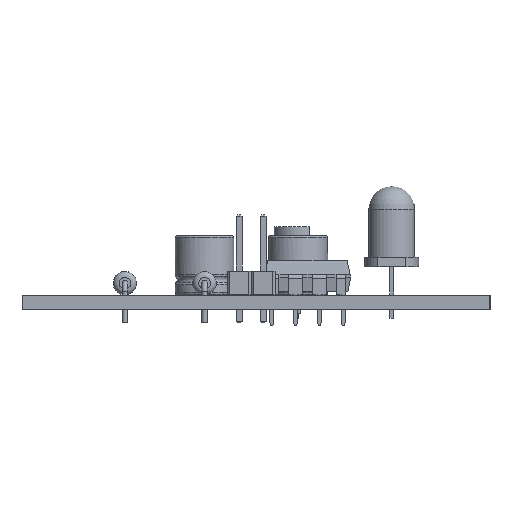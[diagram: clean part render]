
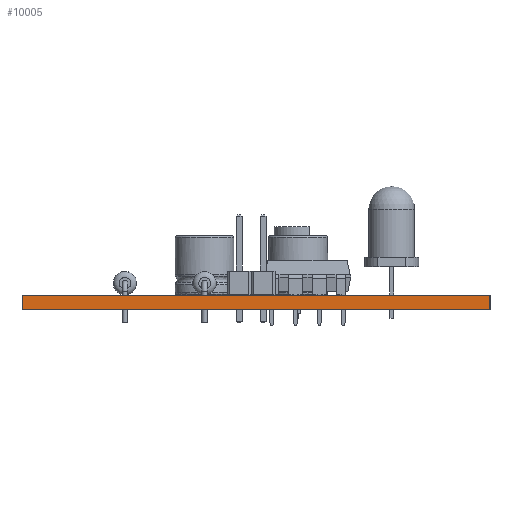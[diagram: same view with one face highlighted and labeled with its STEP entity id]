
A CAD part, left-side view. The second image highlights one B-rep face of the part: STEP entity #10005.
In plain terms, the highlighted planar face has unit normal (-1, 0, 0).
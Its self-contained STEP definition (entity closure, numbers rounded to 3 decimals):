
#9949 = VERTEX_POINT('',#9950);
#9950 = CARTESIAN_POINT('',(112.5,-113.,1.51));
#9956 = EDGE_CURVE('',#9957,#9949,#9959,.T.);
#9957 = VERTEX_POINT('',#9958);
#9958 = CARTESIAN_POINT('',(112.5,-113.,0.));
#9959 = LINE('',#9960,#9961);
#9960 = CARTESIAN_POINT('',(112.5,-113.,0.));
#9961 = VECTOR('',#9962,1.);
#9962 = DIRECTION('',(0.,0.,1.));
#10005 = ADVANCED_FACE('',(#10006),#10031,.T.);
#10006 = FACE_BOUND('',#10007,.T.);
#10007 = EDGE_LOOP('',(#10008,#10009,#10017,#10025));
#10008 = ORIENTED_EDGE('',*,*,#9956,.T.);
#10009 = ORIENTED_EDGE('',*,*,#10010,.T.);
#10010 = EDGE_CURVE('',#9949,#10011,#10013,.T.);
#10011 = VERTEX_POINT('',#10012);
#10012 = CARTESIAN_POINT('',(112.5,-63.,1.51));
#10013 = LINE('',#10014,#10015);
#10014 = CARTESIAN_POINT('',(112.5,-113.,1.51));
#10015 = VECTOR('',#10016,1.);
#10016 = DIRECTION('',(0.,1.,0.));
#10017 = ORIENTED_EDGE('',*,*,#10018,.F.);
#10018 = EDGE_CURVE('',#10019,#10011,#10021,.T.);
#10019 = VERTEX_POINT('',#10020);
#10020 = CARTESIAN_POINT('',(112.5,-63.,0.));
#10021 = LINE('',#10022,#10023);
#10022 = CARTESIAN_POINT('',(112.5,-63.,0.));
#10023 = VECTOR('',#10024,1.);
#10024 = DIRECTION('',(0.,0.,1.));
#10025 = ORIENTED_EDGE('',*,*,#10026,.F.);
#10026 = EDGE_CURVE('',#9957,#10019,#10027,.T.);
#10027 = LINE('',#10028,#10029);
#10028 = CARTESIAN_POINT('',(112.5,-113.,0.));
#10029 = VECTOR('',#10030,1.);
#10030 = DIRECTION('',(0.,1.,0.));
#10031 = PLANE('',#10032);
#10032 = AXIS2_PLACEMENT_3D('',#10033,#10034,#10035);
#10033 = CARTESIAN_POINT('',(112.5,-113.,0.));
#10034 = DIRECTION('',(-1.,0.,0.));
#10035 = DIRECTION('',(0.,1.,0.));
